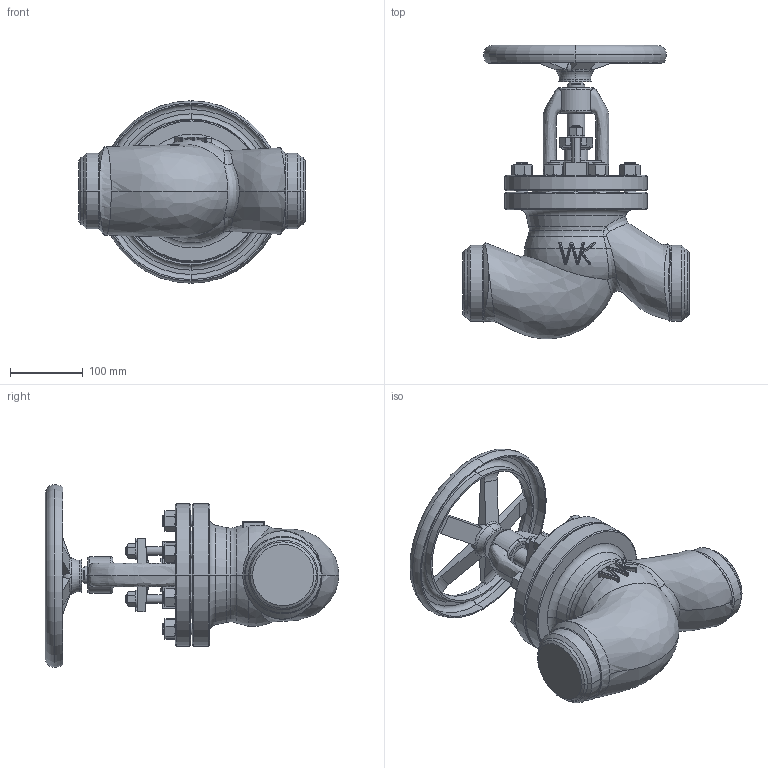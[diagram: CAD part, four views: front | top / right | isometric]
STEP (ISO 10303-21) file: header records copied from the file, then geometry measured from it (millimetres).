
FILE_DESCRIPTION (( 'STEP AP214' ), '1' );
FILE_NAME ('218S DN80 uproszczony.STEP', '2015-06-25T08:00:52', ( '' ), ( '' ), 'SwSTEP 2.0', 'SolidWorks 2015', '' );
FILE_SCHEMA (( 'AUTOMOTIVE_DESIGN' ));
Length unit declared in the file: millimetre
Products named in the file (1): 218S DN80 uproszczony
Bounding box: 310 x 401.76 x 250 mm (x, y, z)
Volume: 5939579.5 mm3; surface area: 418276.7 mm2
Topology: 1 solids, 1 shells, 549 faces, 1371 edges, 838 vertices
Faces by surface type: plane 208, cylinder 148, cone 101, torus 42, bspline 30, sphere 20
Entity records: 30097 total; most frequent: CARTESIAN_POINT 13251, ORIENTED_EDGE 2712, DIRECTION 2466, EDGE_CURVE 1356, AXIS2_PLACEMENT_3D 999, VERTEX_POINT 838, EDGE_LOOP 612, ADVANCED_FACE 549
